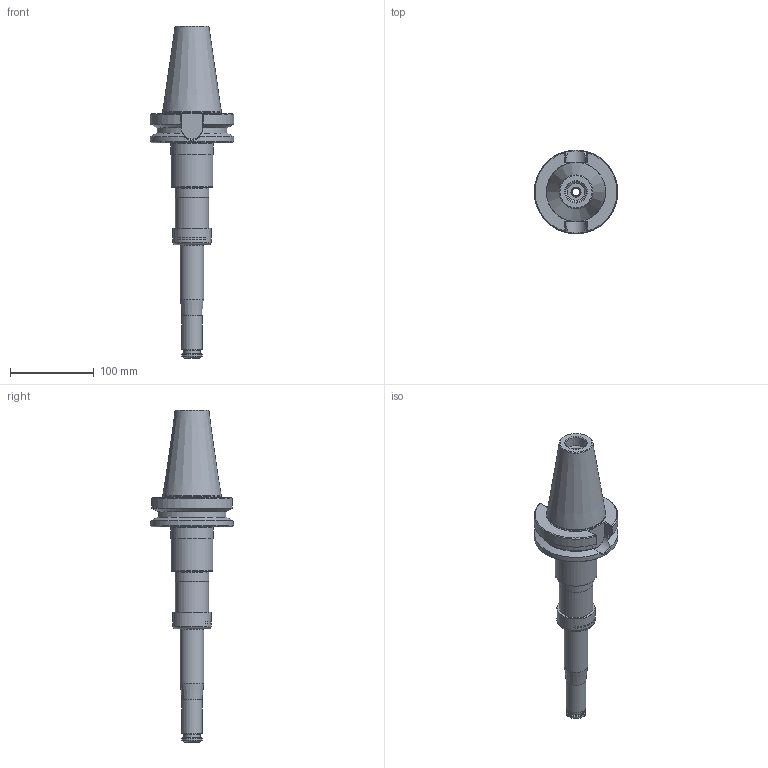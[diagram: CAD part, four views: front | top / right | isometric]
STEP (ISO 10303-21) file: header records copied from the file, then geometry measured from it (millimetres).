
FILE_DESCRIPTION(/* description */ (''),/* implementation_level */ '2;1');
FILE_NAME(/* name */ '885173130.stp',/* time_stamp */ '2023-03-15T12:12:15',/* author */ ('Ratnasingam Jekanthan'),/* organization */ ('REGO-FIX'),/* preprocessor_version */ ' Unknown',/* originating_system */ 'SIEMENS PLM Software Solid Edge ST10',/* authorization */ 'Unknown');
FILE_SCHEMA (('AUTOMOTIVE_DESIGN { 1 0 10303 214 2 1 1}'));
Length unit declared in the file: millimetre
Products named in the file (1): NOCUT
Bounding box: 100 x 100 x 397.3 mm (x, y, z)
Volume: 665697.1 mm3; surface area: 100767.3 mm2
Topology: 1 solids, 3 shells, 151 faces, 349 edges, 216 vertices
Faces by surface type: plane 45, cone 41, cylinder 37, torus 26, bspline 2
Full cylindrical faces by diameter (mm): 9 x1, 10 x1, 13 x1, 15 x1, 19.5 x1, 20.752 x2, 23.8 x1, 24 x2, 24.7 x1, 25 x2, 28 x1, 29 x1, 33 x1, 34 x1, 38.376 x1, 40 x1, 40.05 x1, 40.5 x1, 43.3 x1, 45.65 x1, 50 x1, 50.5 x1, 100 x1
Entity records: 4877 total; most frequent: CARTESIAN_POINT 837, DIRECTION 640, ORIENTED_EDGE 482, AXIS2_PLACEMENT_3D 288, EDGE_LOOP 250, FACE_BOUND 250, EDGE_CURVE 241, VERTEX_POINT 189
